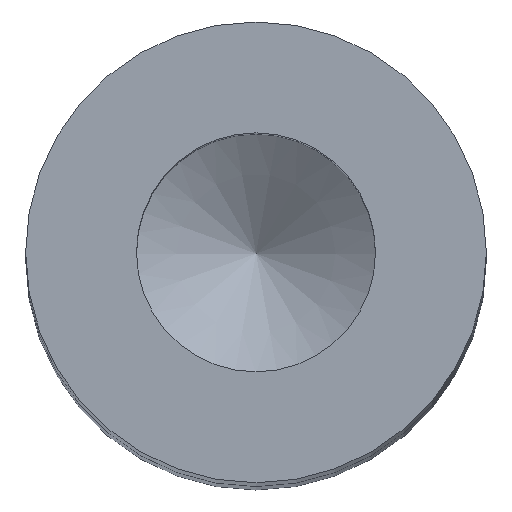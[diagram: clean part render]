
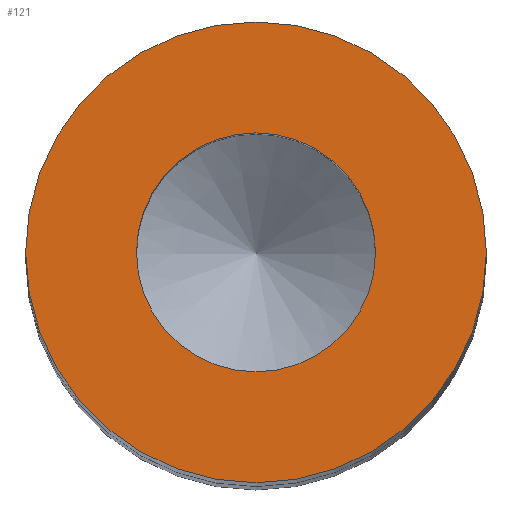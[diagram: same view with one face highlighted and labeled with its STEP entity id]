
A CAD part, top view. The second image highlights one B-rep face of the part: STEP entity #121.
In plain terms, the highlighted planar face has unit normal (0, 0, 1).
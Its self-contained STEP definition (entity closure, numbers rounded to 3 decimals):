
#32=FACE_BOUND('',#52,.T.);
#40=FACE_OUTER_BOUND('',#51,.T.);
#51=EDGE_LOOP('',(#107));
#52=EDGE_LOOP('',(#108));
#58=CIRCLE('',#154,5.);
#60=CIRCLE('',#158,2.594);
#66=VERTEX_POINT('',#218);
#69=VERTEX_POINT('',#227);
#76=EDGE_CURVE('',#66,#66,#58,.T.);
#80=EDGE_CURVE('',#69,#69,#60,.T.);
#107=ORIENTED_EDGE('',*,*,#76,.T.);
#108=ORIENTED_EDGE('',*,*,#80,.T.);
#112=PLANE('',#161);
#121=ADVANCED_FACE('',(#40,#32),#112,.T.);
#154=AXIS2_PLACEMENT_3D('',#219,#182,#183);
#158=AXIS2_PLACEMENT_3D('',#228,#192,#193);
#161=AXIS2_PLACEMENT_3D('',#234,#200,#201);
#182=DIRECTION('center_axis',(0.,0.,1.));
#183=DIRECTION('ref_axis',(1.,0.,0.));
#192=DIRECTION('center_axis',(0.,0.,-1.));
#193=DIRECTION('ref_axis',(1.,0.,0.));
#200=DIRECTION('center_axis',(0.,0.,1.));
#201=DIRECTION('ref_axis',(1.,0.,0.));
#218=CARTESIAN_POINT('',(-5.,0.,90.));
#219=CARTESIAN_POINT('Origin',(0.,0.,90.));
#227=CARTESIAN_POINT('',(-2.594,0.,90.));
#228=CARTESIAN_POINT('Origin',(0.,0.,90.));
#234=CARTESIAN_POINT('Origin',(0.,0.,90.));
